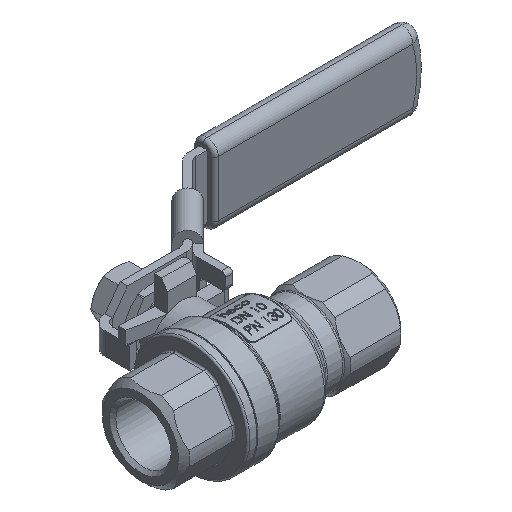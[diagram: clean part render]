
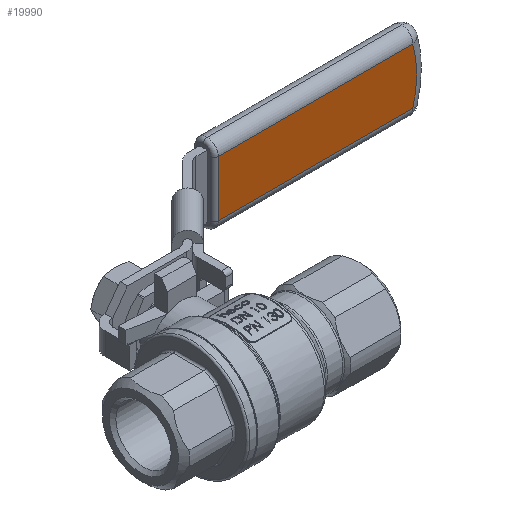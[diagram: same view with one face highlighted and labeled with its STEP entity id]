
A CAD part, isometric view. The second image highlights one B-rep face of the part: STEP entity #19990.
In plain terms, the highlighted planar face has unit normal (0, -1, 0).
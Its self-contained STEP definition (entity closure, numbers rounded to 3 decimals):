
#379 = EDGE_CURVE ( 'NONE', #17988, #18268, #28025, .T. ) ;
#380 = EDGE_CURVE ( 'NONE', #18268, #14145, #28032, .T. ) ;
#381 = EDGE_CURVE ( 'NONE', #14145, #14146, #28040, .T. ) ;
#382 = EDGE_CURVE ( 'NONE', #14146, #17988, #27936, .T. ) ;
#4907 = PLANE ( 'NONE',  #5230 ) ;
#4922 = FACE_OUTER_BOUND ( 'NONE', #18416, .T. ) ;
#4932 = CARTESIAN_POINT ( 'NONE',  ( 95., 47.5, 10.5 ) ) ;
#4933 = DIRECTION ( 'NONE',  ( 0., 1., 0. ) ) ;
#4934 = DIRECTION ( 'NONE',  ( -1., 0., 0. ) ) ;
#5230 = AXIS2_PLACEMENT_3D ( 'NONE', #4932, #4933, #4934 ) ;
#7752 = CARTESIAN_POINT ( 'NONE',  ( 38.485, 47.5, -7.501 ) ) ;
#7753 = CARTESIAN_POINT ( 'NONE',  ( 90.938, 47.5, -7.501 ) ) ;
#11742 = ORIENTED_EDGE ( 'NONE', *, *, #379, .T. ) ;
#11743 = ORIENTED_EDGE ( 'NONE', *, *, #380, .T. ) ;
#11744 = ORIENTED_EDGE ( 'NONE', *, *, #381, .T. ) ;
#11745 = ORIENTED_EDGE ( 'NONE', *, *, #382, .T. ) ;
#14145 = VERTEX_POINT ( 'NONE', #7752 ) ;
#14146 = VERTEX_POINT ( 'NONE', #7753 ) ;
#14894 = CARTESIAN_POINT ( 'NONE',  ( 90.938, 47.5, 7.501 ) ) ;
#15062 = CARTESIAN_POINT ( 'NONE',  ( 38.485, 47.5, 7.501 ) ) ;
#17988 = VERTEX_POINT ( 'NONE', #14894 ) ;
#18268 = VERTEX_POINT ( 'NONE', #15062 ) ;
#18416 = EDGE_LOOP ( 'NONE', ( #11742, #11743, #11744, #11745 ) ) ;
#19990 = ADVANCED_FACE ( 'NONE', ( #4922 ), #4907, .F. ) ;
#27922 = VECTOR ( 'NONE', #28039, 1000. ) ;
#27932 = VECTOR ( 'NONE', #28037, 1000. ) ;
#27935 = VECTOR ( 'NONE', #28042, 1000. ) ;
#27936 = CIRCLE ( 'NONE', #27938, 27.001 ) ;
#27938 = AXIS2_PLACEMENT_3D ( 'NONE', #28045, #28046, #28047 ) ;
#28025 = LINE ( 'NONE', #28026, #27932 ) ;
#28026 = CARTESIAN_POINT ( 'NONE',  ( 95., 47.5, 7.501 ) ) ;
#28032 = LINE ( 'NONE', #28038, #27922 ) ;
#28037 = DIRECTION ( 'NONE',  ( -1., 0., 0. ) ) ;
#28038 = CARTESIAN_POINT ( 'NONE',  ( 38.485, 47.5, 10.5 ) ) ;
#28039 = DIRECTION ( 'NONE',  ( 0., 0., -1. ) ) ;
#28040 = LINE ( 'NONE', #28041, #27935 ) ;
#28041 = CARTESIAN_POINT ( 'NONE',  ( 93.102, 47.5, -7.501 ) ) ;
#28042 = DIRECTION ( 'NONE',  ( 1., 0., 0. ) ) ;
#28045 = CARTESIAN_POINT ( 'NONE',  ( 65., 47.5, 0. ) ) ;
#28046 = DIRECTION ( 'NONE',  ( 0., -1., 0. ) ) ;
#28047 = DIRECTION ( 'NONE',  ( -1., 0., 0. ) ) ;
